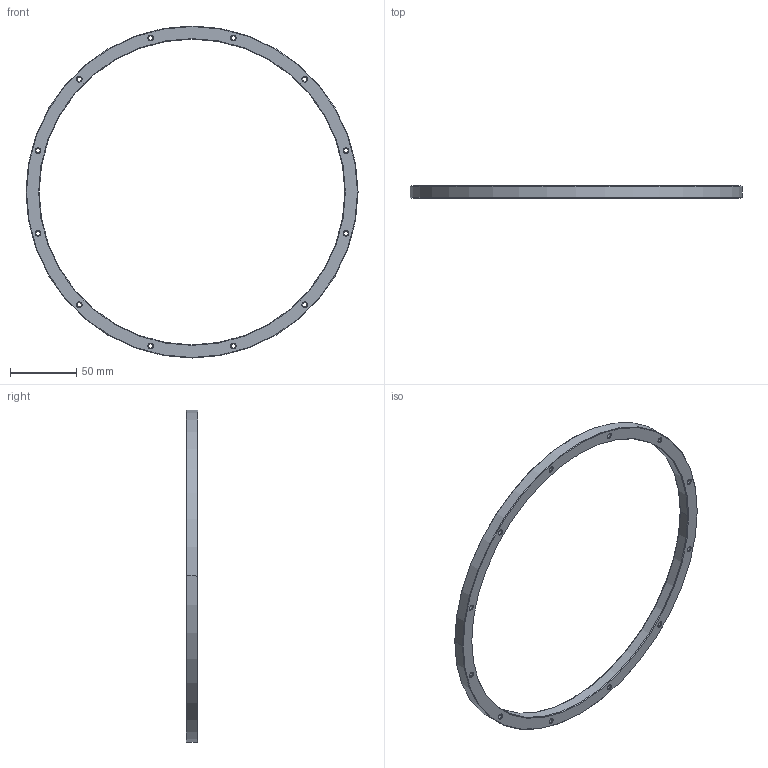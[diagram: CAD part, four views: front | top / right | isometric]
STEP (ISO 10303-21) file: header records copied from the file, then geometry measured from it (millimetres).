
FILE_DESCRIPTION((''),'2;1');
FILE_NAME('1258849-01-Z01','2021-05-06T13:06:19',('AT10150'),(''),'CREO PARAMETRIC BY PTC INC, 2019164','CREO PARAMETRIC BY PTC INC, 2019164','');
FILE_SCHEMA(('AUTOMOTIVE_DESIGN { 1 0 10303 214 1 1 1 1 }'));
Length unit declared in the file: millimetre
Products named in the file (1): 1258849-01-Z01
Bounding box: 249.85 x 9 x 249.85 mm (x, y, z)
Volume: 64850.2 mm3; surface area: 29032 mm2
Topology: 1 solids, 1 shells, 149 faces, 569 edges, 433 vertices
Faces by surface type: cone 81, cylinder 52, plane 16
Entity records: 7509 total; most frequent: DIRECTION 1088, CARTESIAN_POINT 939, ORIENTED_EDGE 698, PRESENTATION_STYLE_ASSIGNMENT 569, STYLED_ITEM 569, CURVE_STYLE 568, AXIS2_PLACEMENT_3D 372, EDGE_CURVE 349
